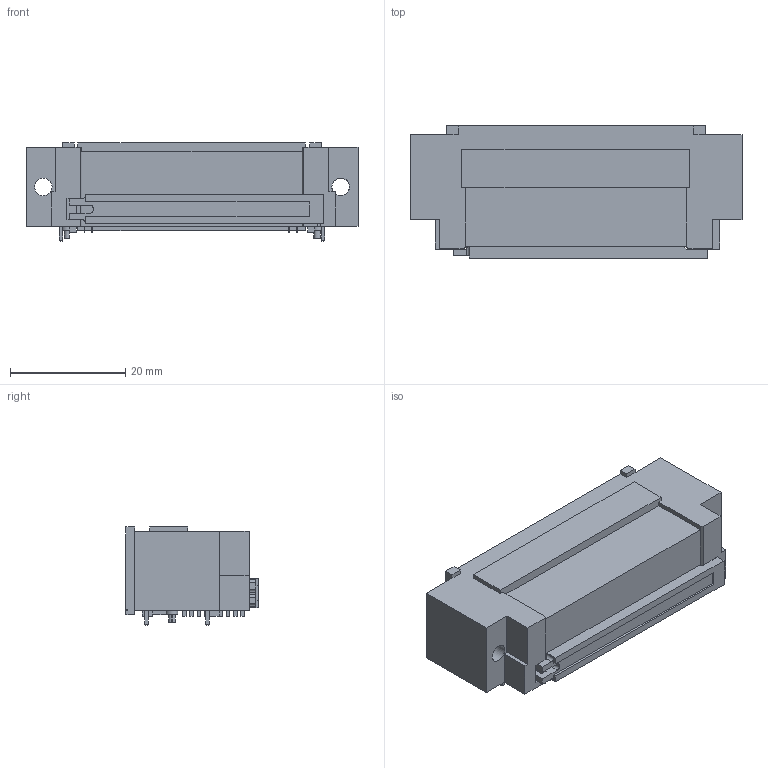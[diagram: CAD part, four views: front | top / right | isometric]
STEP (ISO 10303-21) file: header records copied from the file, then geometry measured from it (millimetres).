
FILE_DESCRIPTION(/* description */ (''),/* implementation_level */ '2;1');
FILE_NAME(/* name */ 'SAMTEC_SEAF-30-01-L-10-2-RA-GP.stp',/* time_stamp */ '2016-05-20T16:52:45+02:00',/* author */ ('riccim'),/* organization */ ('SolidWorks'),/* preprocessor_version */ 'ST-DEVELOPER v15.5',/* originating_system */ 'AutoCAD Mechanical',/* authorisation */ ' ');
FILE_SCHEMA (('AUTOMOTIVE_DESIGN { 1 0 10303 214 3 1 1 }'));
Length unit declared in the file: millimetre
Products named in the file (1): Product
Bounding box: 57.66 x 22.96 x 17.04 mm (x, y, z)
Volume: 14661.5 mm3; surface area: 8071 mm2
Topology: 11 solids, 11 shells, 1194 faces, 3196 edges, 2119 vertices
Faces by surface type: plane 1123, cylinder 69, cone 2
Full cylindrical faces by diameter (mm): 1.118 x1, 2.032 x2, 3.048 x2
Entity records: 36541 total; most frequent: CARTESIAN_POINT 6499, ORIENTED_EDGE 6374, DIRECTION 5720, EDGE_CURVE 3187, LINE 3044, VECTOR 3044, VERTEX_POINT 2117, AXIS2_PLACEMENT_3D 1338
